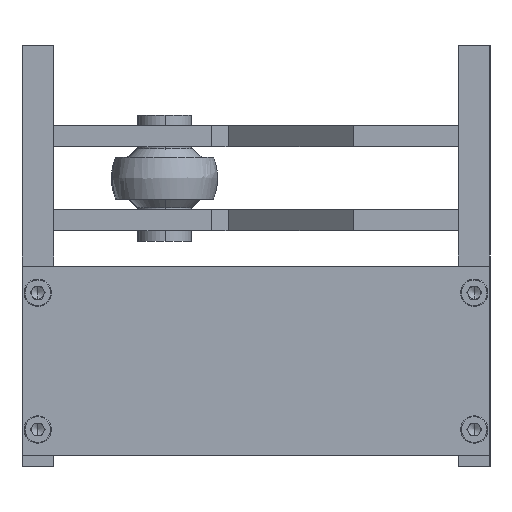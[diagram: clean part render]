
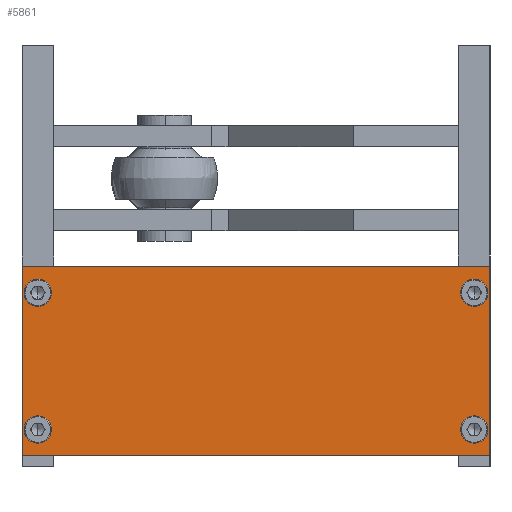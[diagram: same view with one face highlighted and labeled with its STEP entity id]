
A CAD part, left-side view. The second image highlights one B-rep face of the part: STEP entity #5861.
In plain terms, the highlighted planar face has unit normal (-1, 0, 0).
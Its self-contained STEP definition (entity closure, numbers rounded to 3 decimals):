
#126 = FACE_BOUND ( 'NONE', #5462, .T. ) ;
#156 = EDGE_LOOP ( 'NONE', ( #4455, #2541 ) ) ;
#326 = VECTOR ( 'NONE', #8823, 1000. ) ;
#554 = CIRCLE ( 'NONE', #1697, 4.5 ) ;
#628 = DIRECTION ( 'NONE',  ( 0., 0., -1. ) ) ;
#728 = DIRECTION ( 'NONE',  ( 0., 0., -1. ) ) ;
#745 = EDGE_CURVE ( 'NONE', #9141, #8647, #8729, .T. ) ;
#958 = CARTESIAN_POINT ( 'NONE',  ( -4., 111.25, 45. ) ) ;
#996 = VERTEX_POINT ( 'NONE', #1716 ) ;
#1033 = VECTOR ( 'NONE', #2997, 1000. ) ;
#1321 = EDGE_LOOP ( 'NONE', ( #1354, #4730 ) ) ;
#1341 = FACE_BOUND ( 'NONE', #156, .T. ) ;
#1354 = ORIENTED_EDGE ( 'NONE', *, *, #8339, .T. ) ;
#1364 = CARTESIAN_POINT ( 'NONE',  ( -4., -103.75, 32.5 ) ) ;
#1481 = DIRECTION ( 'NONE',  ( 0., 0., -1. ) ) ;
#1491 = AXIS2_PLACEMENT_3D ( 'NONE', #1364, #2746, #728 ) ;
#1498 = VERTEX_POINT ( 'NONE', #7824 ) ;
#1537 = VERTEX_POINT ( 'NONE', #8631 ) ;
#1606 = CARTESIAN_POINT ( 'NONE',  ( -4., -111.25, 45. ) ) ;
#1640 = LINE ( 'NONE', #958, #326 ) ;
#1654 = VECTOR ( 'NONE', #3062, 1000. ) ;
#1697 = AXIS2_PLACEMENT_3D ( 'NONE', #2993, #6489, #5820 ) ;
#1716 = CARTESIAN_POINT ( 'NONE',  ( -4., 103.75, 37. ) ) ;
#1833 = EDGE_CURVE ( 'NONE', #996, #7432, #3276, .T. ) ;
#1964 = EDGE_LOOP ( 'NONE', ( #3823, #3760 ) ) ;
#2009 = AXIS2_PLACEMENT_3D ( 'NONE', #9151, #7086, #3548 ) ;
#2201 = DIRECTION ( 'NONE',  ( 1., 0., 0. ) ) ;
#2231 = CIRCLE ( 'NONE', #8470, 4.5 ) ;
#2277 = DIRECTION ( 'NONE',  ( 0., 0., -1. ) ) ;
#2359 = DIRECTION ( 'NONE',  ( 1., 0., 0. ) ) ;
#2541 = ORIENTED_EDGE ( 'NONE', *, *, #8371, .T. ) ;
#2622 = AXIS2_PLACEMENT_3D ( 'NONE', #3930, #8947, #4692 ) ;
#2641 = VECTOR ( 'NONE', #2277, 1000. ) ;
#2746 = DIRECTION ( 'NONE',  ( 1., 0., 0. ) ) ;
#2993 = CARTESIAN_POINT ( 'NONE',  ( -4., -103.75, -32.5 ) ) ;
#2997 = DIRECTION ( 'NONE',  ( 0., 1., 0. ) ) ;
#3062 = DIRECTION ( 'NONE',  ( 0., -1., 0. ) ) ;
#3140 = CARTESIAN_POINT ( 'NONE',  ( -4., -103.75, 37. ) ) ;
#3210 = DIRECTION ( 'NONE',  ( 0., 0., -1. ) ) ;
#3276 = CIRCLE ( 'NONE', #2009, 4.5 ) ;
#3493 = EDGE_CURVE ( 'NONE', #6884, #3985, #5003, .T. ) ;
#3548 = DIRECTION ( 'NONE',  ( 0., 0., -1. ) ) ;
#3627 = VERTEX_POINT ( 'NONE', #9131 ) ;
#3631 = ORIENTED_EDGE ( 'NONE', *, *, #3493, .F. ) ;
#3738 = CARTESIAN_POINT ( 'NONE',  ( -4., 111.25, 45. ) ) ;
#3760 = ORIENTED_EDGE ( 'NONE', *, *, #745, .T. ) ;
#3762 = VERTEX_POINT ( 'NONE', #7482 ) ;
#3822 = EDGE_LOOP ( 'NONE', ( #3631, #5731, #8454, #6497 ) ) ;
#3823 = ORIENTED_EDGE ( 'NONE', *, *, #4070, .T. ) ;
#3864 = LINE ( 'NONE', #1606, #2641 ) ;
#3930 = CARTESIAN_POINT ( 'NONE',  ( -4., -103.75, 32.5 ) ) ;
#3985 = VERTEX_POINT ( 'NONE', #8266 ) ;
#4054 = CARTESIAN_POINT ( 'NONE',  ( -4., 0., 0. ) ) ;
#4070 = EDGE_CURVE ( 'NONE', #8647, #9141, #6649, .T. ) ;
#4151 = DIRECTION ( 'NONE',  ( 1., 0., 0. ) ) ;
#4242 = CIRCLE ( 'NONE', #6747, 4.5 ) ;
#4297 = DIRECTION ( 'NONE',  ( 1., 0., 0. ) ) ;
#4394 = ORIENTED_EDGE ( 'NONE', *, *, #6084, .T. ) ;
#4435 = FACE_BOUND ( 'NONE', #1321, .T. ) ;
#4455 = ORIENTED_EDGE ( 'NONE', *, *, #7731, .T. ) ;
#4692 = DIRECTION ( 'NONE',  ( 0., 0., -1. ) ) ;
#4730 = ORIENTED_EDGE ( 'NONE', *, *, #7819, .T. ) ;
#5003 = LINE ( 'NONE', #8483, #1033 ) ;
#5075 = CARTESIAN_POINT ( 'NONE',  ( -4., 103.75, -32.5 ) ) ;
#5171 = AXIS2_PLACEMENT_3D ( 'NONE', #4054, #4151, #628 ) ;
#5462 = EDGE_LOOP ( 'NONE', ( #4394, #9067 ) ) ;
#5662 = DIRECTION ( 'NONE',  ( 1., 0., 0. ) ) ;
#5694 = EDGE_CURVE ( 'NONE', #1498, #9038, #8218, .T. ) ;
#5731 = ORIENTED_EDGE ( 'NONE', *, *, #6928, .F. ) ;
#5820 = DIRECTION ( 'NONE',  ( 0., 0., -1. ) ) ;
#5861 = ADVANCED_FACE ( 'NONE', ( #126, #4435, #1341, #8653, #6763 ), #7669, .F. ) ;
#5933 = CARTESIAN_POINT ( 'NONE',  ( -4., -111.25, 45. ) ) ;
#5989 = VERTEX_POINT ( 'NONE', #7153 ) ;
#6084 = EDGE_CURVE ( 'NONE', #7432, #996, #7971, .T. ) ;
#6489 = DIRECTION ( 'NONE',  ( 1., 0., 0. ) ) ;
#6497 = ORIENTED_EDGE ( 'NONE', *, *, #6796, .F. ) ;
#6539 = CARTESIAN_POINT ( 'NONE',  ( -4., 103.75, 32.5 ) ) ;
#6649 = CIRCLE ( 'NONE', #2622, 4.5 ) ;
#6747 = AXIS2_PLACEMENT_3D ( 'NONE', #5075, #5662, #1481 ) ;
#6763 = FACE_OUTER_BOUND ( 'NONE', #3822, .T. ) ;
#6796 = EDGE_CURVE ( 'NONE', #3985, #1498, #1640, .T. ) ;
#6884 = VERTEX_POINT ( 'NONE', #8793 ) ;
#6928 = EDGE_CURVE ( 'NONE', #9038, #6884, #3864, .T. ) ;
#7035 = CARTESIAN_POINT ( 'NONE',  ( -4., 103.75, 28. ) ) ;
#7086 = DIRECTION ( 'NONE',  ( 1., 0., 0. ) ) ;
#7153 = CARTESIAN_POINT ( 'NONE',  ( -4., -103.75, -28. ) ) ;
#7181 = DIRECTION ( 'NONE',  ( 0., 0., -1. ) ) ;
#7359 = CARTESIAN_POINT ( 'NONE',  ( -4., -103.75, 28. ) ) ;
#7365 = CARTESIAN_POINT ( 'NONE',  ( -4., 103.75, -32.5 ) ) ;
#7432 = VERTEX_POINT ( 'NONE', #7035 ) ;
#7482 = CARTESIAN_POINT ( 'NONE',  ( -4., 103.75, -28. ) ) ;
#7669 = PLANE ( 'NONE',  #5171 ) ;
#7731 = EDGE_CURVE ( 'NONE', #3627, #5989, #554, .T. ) ;
#7819 = EDGE_CURVE ( 'NONE', #3762, #1537, #8453, .T. ) ;
#7824 = CARTESIAN_POINT ( 'NONE',  ( -4., 111.25, 45. ) ) ;
#7969 = DIRECTION ( 'NONE',  ( 0., 0., -1. ) ) ;
#7971 = CIRCLE ( 'NONE', #9160, 4.5 ) ;
#8218 = LINE ( 'NONE', #3738, #1654 ) ;
#8266 = CARTESIAN_POINT ( 'NONE',  ( -4., 111.25, -45. ) ) ;
#8339 = EDGE_CURVE ( 'NONE', #1537, #3762, #4242, .T. ) ;
#8371 = EDGE_CURVE ( 'NONE', #5989, #3627, #2231, .T. ) ;
#8453 = CIRCLE ( 'NONE', #8531, 4.5 ) ;
#8454 = ORIENTED_EDGE ( 'NONE', *, *, #5694, .F. ) ;
#8470 = AXIS2_PLACEMENT_3D ( 'NONE', #8625, #4297, #7181 ) ;
#8483 = CARTESIAN_POINT ( 'NONE',  ( -4., 111.25, -45. ) ) ;
#8531 = AXIS2_PLACEMENT_3D ( 'NONE', #7365, #2359, #3210 ) ;
#8625 = CARTESIAN_POINT ( 'NONE',  ( -4., -103.75, -32.5 ) ) ;
#8631 = CARTESIAN_POINT ( 'NONE',  ( -4., 103.75, -37. ) ) ;
#8647 = VERTEX_POINT ( 'NONE', #7359 ) ;
#8653 = FACE_BOUND ( 'NONE', #1964, .T. ) ;
#8729 = CIRCLE ( 'NONE', #1491, 4.5 ) ;
#8793 = CARTESIAN_POINT ( 'NONE',  ( -4., -111.25, -45. ) ) ;
#8823 = DIRECTION ( 'NONE',  ( 0., 0., 1. ) ) ;
#8947 = DIRECTION ( 'NONE',  ( 1., 0., 0. ) ) ;
#9038 = VERTEX_POINT ( 'NONE', #5933 ) ;
#9067 = ORIENTED_EDGE ( 'NONE', *, *, #1833, .T. ) ;
#9131 = CARTESIAN_POINT ( 'NONE',  ( -4., -103.75, -37. ) ) ;
#9141 = VERTEX_POINT ( 'NONE', #3140 ) ;
#9151 = CARTESIAN_POINT ( 'NONE',  ( -4., 103.75, 32.5 ) ) ;
#9160 = AXIS2_PLACEMENT_3D ( 'NONE', #6539, #2201, #7969 ) ;
